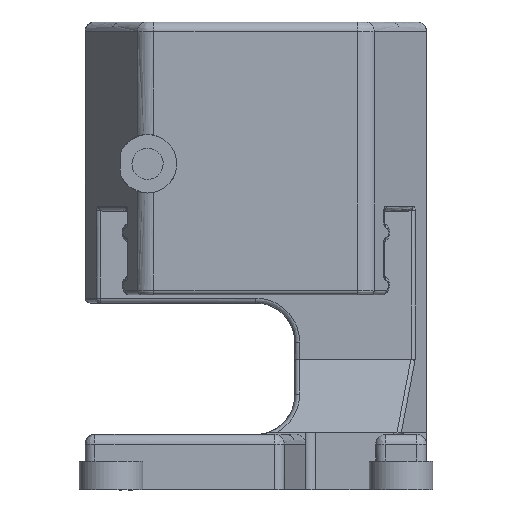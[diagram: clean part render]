
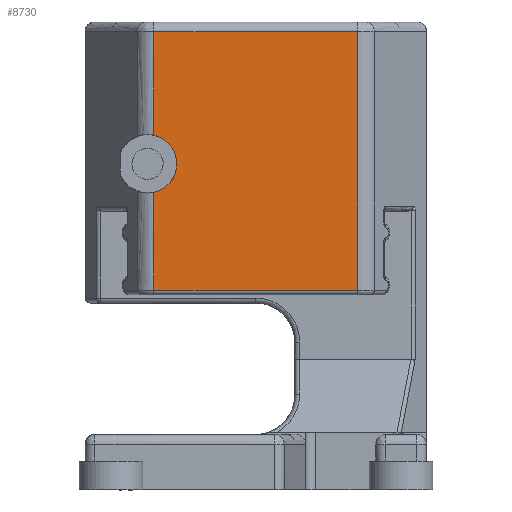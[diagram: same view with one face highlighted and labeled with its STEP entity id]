
A CAD part, front view. The second image highlights one B-rep face of the part: STEP entity #8730.
In plain terms, the highlighted free-form (B-spline) face has degree [1, 1] with [2, 2] control points.
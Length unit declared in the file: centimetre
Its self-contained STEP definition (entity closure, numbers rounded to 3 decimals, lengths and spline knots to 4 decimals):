
#3100 = CARTESIAN_POINT ('', (43.4226, -77.4889, 12.));
#3110 = VERTEX_POINT ('', #3100);
#3450 = CARTESIAN_POINT ('', (22.5035, -77.4889, 12.));
#3460 = VERTEX_POINT ('', #3450);
#3470 = CARTESIAN_POINT ('', (22.5035, -77.4889, 12.));
#3480 = CARTESIAN_POINT ('', (43.4226, -77.4889, 12.));
#3490 = B_SPLINE_CURVE_WITH_KNOTS ('', 1, (#3470, #3480), .UNSPECIFIED., .F., .U., (2, 2), (0., 20.9191), .UNSPECIFIED.);
#3500 = EDGE_CURVE ('', #3460, #3110, #3490, .T.);
#8110 = CARTESIAN_POINT ('', (43.4226, -77.4889, -14.5));
#8120 = VERTEX_POINT ('', #8110);
#8130 = CARTESIAN_POINT ('', (43.4226, -77.4889, 12.));
#8140 = CARTESIAN_POINT ('', (43.4226, -77.4889, -14.5));
#8150 = B_SPLINE_CURVE_WITH_KNOTS ('', 1, (#8130, #8140), .UNSPECIFIED., .F., .U., (2, 2), (15., 41.5), .UNSPECIFIED.);
#8160 = EDGE_CURVE ('', #3110, #8120, #8150, .T.);
#8350 = ORIENTED_EDGE ('', *, *, #3500, .F.);
#8360 = CARTESIAN_POINT ('', (22.5035, -77.4889, 1.3893));
#8370 = VERTEX_POINT ('', #8360);
#8380 = CARTESIAN_POINT ('', (22.5035, -77.4889, 12.));
#8390 = CARTESIAN_POINT ('', (22.5035, -77.4889, 1.3893));
#8400 = B_SPLINE_CURVE_WITH_KNOTS ('', 1, (#8380, #8390), .UNSPECIFIED., .F., .U., (2, 2), (15., 25.6107), .UNSPECIFIED.);
#8410 = EDGE_CURVE ('', #3460, #8370, #8400, .T.);
#8420 = ORIENTED_EDGE ('', *, *, #8410, .T.);
#8430 = CARTESIAN_POINT ('', (22.5035, -77.4889, -4.4724));
#8440 = VERTEX_POINT ('', #8430);
#8450 = CARTESIAN_POINT ('', (22.5035, -77.4889, -4.4724));
#8460 = CARTESIAN_POINT ('', (24.8631, -77.4889, -3.9569));
#8470 = CARTESIAN_POINT ('', (24.8631, -77.4889, -1.5416));
#8480 = CARTESIAN_POINT ('', (24.8631, -77.4889, 0.8737));
#8490 = CARTESIAN_POINT ('', (22.5035, -77.4889, 1.3893));
#8500 = (
   BOUNDED_CURVE ()
   B_SPLINE_CURVE (2, (#8450, #8460, #8470, #8480, #8490), .UNSPECIFIED., .F., .U.)
   B_SPLINE_CURVE_WITH_KNOTS ((3, 2, 3), (0.0365, 0.25, 0.4635), .UNSPECIFIED.)
   CURVE ()
   GEOMETRIC_REPRESENTATION_ITEM ()
   RATIONAL_B_SPLINE_CURVE ((0.927, 0.75, 1., 0.75, 0.927))
   REPRESENTATION_ITEM ('')
);
#8510 = EDGE_CURVE ('', #8440, #8370, #8500, .T.);
#8520 = ORIENTED_EDGE ('', *, *, #8510, .F.);
#8530 = CARTESIAN_POINT ('', (22.5035, -77.4889, -14.5));
#8540 = VERTEX_POINT ('', #8530);
#8550 = CARTESIAN_POINT ('', (22.5035, -77.4889, -4.4724));
#8560 = CARTESIAN_POINT ('', (22.5035, -77.4889, -14.5));
#8570 = B_SPLINE_CURVE_WITH_KNOTS ('', 1, (#8550, #8560), .UNSPECIFIED., .F., .U., (2, 2), (31.4724, 41.5), .UNSPECIFIED.);
#8580 = EDGE_CURVE ('', #8440, #8540, #8570, .T.);
#8590 = ORIENTED_EDGE ('', *, *, #8580, .T.);
#8600 = CARTESIAN_POINT ('', (43.4226, -77.4889, -14.5));
#8610 = CARTESIAN_POINT ('', (22.5035, -77.4889, -14.5));
#8620 = B_SPLINE_CURVE_WITH_KNOTS ('', 1, (#8600, #8610), .UNSPECIFIED., .F., .U., (2, 2), (0., 20.9191), .UNSPECIFIED.);
#8630 = EDGE_CURVE ('', #8120, #8540, #8620, .T.);
#8640 = ORIENTED_EDGE ('', *, *, #8630, .F.);
#8650 = ORIENTED_EDGE ('', *, *, #8160, .F.);
#8660 = EDGE_LOOP ('', (#8350, #8420, #8520, #8590, #8640, #8650));
#8670 = FACE_OUTER_BOUND ('', #8660, .T.);
#8680 = CARTESIAN_POINT ('', (-23.323, -77.4889, -71.1278));
#8690 = CARTESIAN_POINT ('', (-23.323, -77.4889, 43.9113));
#8700 = CARTESIAN_POINT ('', (91.7161, -77.4889, -71.1278));
#8710 = CARTESIAN_POINT ('', (91.7161, -77.4889, 43.9113));
#8720 = B_SPLINE_SURFACE_WITH_KNOTS ('', 1, 1, ((#8680, #8690), (#8700, #8710)), .UNSPECIFIED., .F., .F., .U., (2, 2), (2, 2), (0., 1.), (0., 1.), .UNSPECIFIED.);
#8730 = ADVANCED_FACE ('', (#8670), #8720, .T.);
